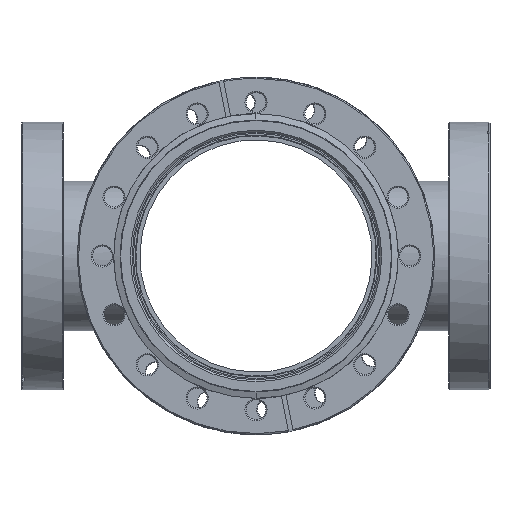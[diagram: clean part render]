
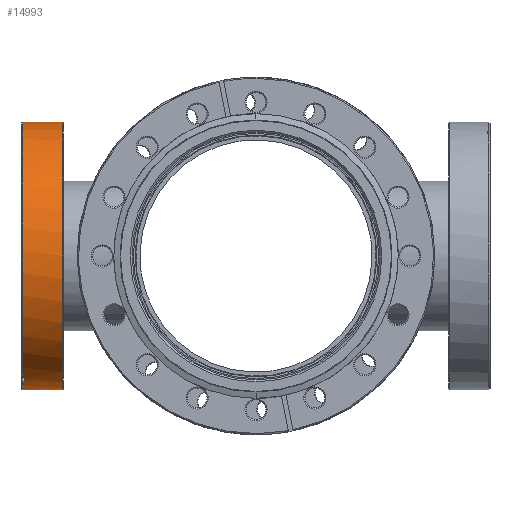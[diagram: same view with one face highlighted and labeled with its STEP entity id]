
A CAD part, left-side view. The second image highlights one B-rep face of the part: STEP entity #14993.
In plain terms, the highlighted cylindrical face has radius 56.75 mm (diameter 113.5 mm), a partial arc.
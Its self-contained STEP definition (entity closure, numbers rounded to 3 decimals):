
#83 = LINE ( 'NONE', #15704, #3050 ) ;
#160 = DIRECTION ( 'NONE',  ( 0., -1., 0. ) ) ;
#281 = VERTEX_POINT ( 'NONE', #3793 ) ;
#371 = AXIS2_PLACEMENT_3D ( 'NONE', #12884, #5218, #14176 ) ;
#985 = VERTEX_POINT ( 'NONE', #6380 ) ;
#1192 = DIRECTION ( 'NONE',  ( 0., 1., 0. ) ) ;
#2412 = CARTESIAN_POINT ( 'NONE',  ( 0., -4.5, -56.75 ) ) ;
#3050 = VECTOR ( 'NONE', #8090, 1000. ) ;
#3086 = VECTOR ( 'NONE', #15151, 1000. ) ;
#3514 = CARTESIAN_POINT ( 'NONE',  ( 0., 12.4, 0. ) ) ;
#3793 = CARTESIAN_POINT ( 'NONE',  ( 0., 12.4, 56.75 ) ) ;
#3827 = EDGE_CURVE ( 'NONE', #985, #12037, #9922, .T. ) ;
#3897 = AXIS2_PLACEMENT_3D ( 'NONE', #12882, #160, #11709 ) ;
#4314 = DIRECTION ( 'NONE',  ( 0., 1., 0. ) ) ;
#4675 = VERTEX_POINT ( 'NONE', #12983 ) ;
#4742 = CIRCLE ( 'NONE', #371, 56.75 ) ;
#4757 = EDGE_CURVE ( 'NONE', #4675, #9041, #83, .T. ) ;
#4802 = DIRECTION ( 'NONE',  ( 0., 0., -1. ) ) ;
#5188 = CARTESIAN_POINT ( 'NONE',  ( -20.324, -5.525, -52.986 ) ) ;
#5218 = DIRECTION ( 'NONE',  ( 0., -1., 0. ) ) ;
#5931 = EDGE_CURVE ( 'NONE', #281, #12737, #6200, .T. ) ;
#6173 = CARTESIAN_POINT ( 'NONE',  ( -23.096, 11.7, -51.838 ) ) ;
#6200 = LINE ( 'NONE', #14473, #12592 ) ;
#6247 = ORIENTED_EDGE ( 'NONE', *, *, #3827, .T. ) ;
#6380 = CARTESIAN_POINT ( 'NONE',  ( -23.096, 12.4, -51.838 ) ) ;
#6432 = ORIENTED_EDGE ( 'NONE', *, *, #14316, .T. ) ;
#6829 = DIRECTION ( 'NONE',  ( 0., -1., 0. ) ) ;
#7180 = ORIENTED_EDGE ( 'NONE', *, *, #14141, .T. ) ;
#7333 = FACE_OUTER_BOUND ( 'NONE', #10092, .T. ) ;
#7529 = VECTOR ( 'NONE', #7810, 1000. ) ;
#7547 = ORIENTED_EDGE ( 'NONE', *, *, #4757, .T. ) ;
#7810 = DIRECTION ( 'NONE',  ( 0., 1., 0. ) ) ;
#8090 = DIRECTION ( 'NONE',  ( 0., -1., 0. ) ) ;
#8440 = EDGE_CURVE ( 'NONE', #281, #985, #13129, .T. ) ;
#8834 = CARTESIAN_POINT ( 'NONE',  ( 0., 11.7, 0. ) ) ;
#8840 = VERTEX_POINT ( 'NONE', #14859 ) ;
#9001 = VERTEX_POINT ( 'NONE', #12635 ) ;
#9041 = VERTEX_POINT ( 'NONE', #2412 ) ;
#9109 = CIRCLE ( 'NONE', #13193, 56.75 ) ;
#9922 = LINE ( 'NONE', #16417, #3086 ) ;
#10092 = EDGE_LOOP ( 'NONE', ( #11703, #11175, #6247, #15886, #15159, #7180, #7547, #6432 ) ) ;
#10123 = DIRECTION ( 'NONE',  ( 0., 0., 1. ) ) ;
#10464 = CARTESIAN_POINT ( 'NONE',  ( 0., -4.5, 56.75 ) ) ;
#10644 = AXIS2_PLACEMENT_3D ( 'NONE', #11983, #4314, #13257 ) ;
#11175 = ORIENTED_EDGE ( 'NONE', *, *, #8440, .T. ) ;
#11703 = ORIENTED_EDGE ( 'NONE', *, *, #5931, .F. ) ;
#11709 = DIRECTION ( 'NONE',  ( 0., 0., -1. ) ) ;
#11983 = CARTESIAN_POINT ( 'NONE',  ( 0., -4.5, 0. ) ) ;
#12037 = VERTEX_POINT ( 'NONE', #6173 ) ;
#12127 = CIRCLE ( 'NONE', #10644, 56.75 ) ;
#12450 = DIRECTION ( 'NONE',  ( 0., -1., 0. ) ) ;
#12493 = CYLINDRICAL_SURFACE ( 'NONE', #3897, 56.75 ) ;
#12553 = EDGE_CURVE ( 'NONE', #9001, #12037, #9109, .T. ) ;
#12592 = VECTOR ( 'NONE', #6829, 1000. ) ;
#12635 = CARTESIAN_POINT ( 'NONE',  ( -20.324, 11.7, -52.986 ) ) ;
#12683 = EDGE_CURVE ( 'NONE', #9001, #8840, #14308, .T. ) ;
#12737 = VERTEX_POINT ( 'NONE', #10464 ) ;
#12882 = CARTESIAN_POINT ( 'NONE',  ( 0., -5.525, 0. ) ) ;
#12884 = CARTESIAN_POINT ( 'NONE',  ( 0., 12.4, 0. ) ) ;
#12983 = CARTESIAN_POINT ( 'NONE',  ( 0., 12.4, -56.75 ) ) ;
#13129 = CIRCLE ( 'NONE', #14261, 56.75 ) ;
#13193 = AXIS2_PLACEMENT_3D ( 'NONE', #8834, #1192, #10123 ) ;
#13257 = DIRECTION ( 'NONE',  ( 0., 0., 1. ) ) ;
#14141 = EDGE_CURVE ( 'NONE', #8840, #4675, #4742, .T. ) ;
#14176 = DIRECTION ( 'NONE',  ( 0., 0., -1. ) ) ;
#14261 = AXIS2_PLACEMENT_3D ( 'NONE', #3514, #12450, #4802 ) ;
#14308 = LINE ( 'NONE', #5188, #7529 ) ;
#14316 = EDGE_CURVE ( 'NONE', #9041, #12737, #12127, .T. ) ;
#14473 = CARTESIAN_POINT ( 'NONE',  ( 0., -5.525, 56.75 ) ) ;
#14859 = CARTESIAN_POINT ( 'NONE',  ( -20.324, 12.4, -52.986 ) ) ;
#14993 = ADVANCED_FACE ( 'NONE', ( #7333 ), #12493, .T. ) ;
#15151 = DIRECTION ( 'NONE',  ( 0., -1., 0. ) ) ;
#15159 = ORIENTED_EDGE ( 'NONE', *, *, #12683, .T. ) ;
#15704 = CARTESIAN_POINT ( 'NONE',  ( 0., -5.525, -56.75 ) ) ;
#15886 = ORIENTED_EDGE ( 'NONE', *, *, #12553, .F. ) ;
#16417 = CARTESIAN_POINT ( 'NONE',  ( -23.096, -5.525, -51.838 ) ) ;
